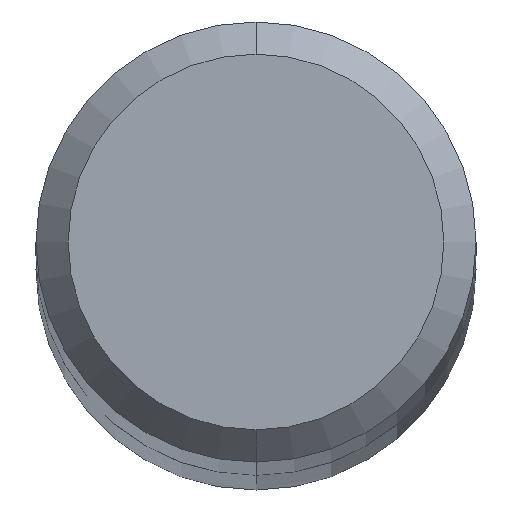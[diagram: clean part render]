
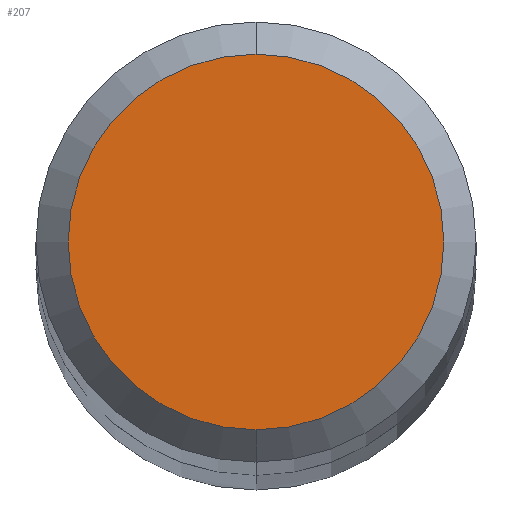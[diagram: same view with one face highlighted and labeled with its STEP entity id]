
A CAD part, top view. The second image highlights one B-rep face of the part: STEP entity #207.
In plain terms, the highlighted planar face has unit normal (0, 0, 1).
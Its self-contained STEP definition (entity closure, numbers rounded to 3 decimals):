
#169=VERTEX_POINT('',#429);
#207=ADVANCED_FACE('',(#470),#471,.T.);
#225=EDGE_CURVE('',#169,#315,#489,.T.);
#289=EDGE_CURVE('',#315,#169,#560,.T.);
#315=VERTEX_POINT('',#588);
#429=CARTESIAN_POINT('',(0.,-1.75,68.0));
#470=FACE_OUTER_BOUND('',#811,.T.);
#471=PLANE('',#812);
#489=CIRCLE('',#881,1.75);
#560=CIRCLE('',#1091,1.75);
#588=CARTESIAN_POINT('',(0.0,1.75,68.0));
#811=EDGE_LOOP('',(#1344,#1345));
#812=AXIS2_PLACEMENT_3D('',#1346,#1347,#1348);
#881=AXIS2_PLACEMENT_3D('',#1354,#1355,#1356);
#1091=AXIS2_PLACEMENT_3D('',#1441,#1442,#1443);
#1344=ORIENTED_EDGE('',*,*,#289,.F.);
#1345=ORIENTED_EDGE('',*,*,#225,.F.);
#1346=CARTESIAN_POINT('',(0.0,0.875,68.0));
#1347=DIRECTION('',(-0.0,0.0,1.0));
#1348=DIRECTION('',(0.0,-1.0,0.0));
#1354=CARTESIAN_POINT('',(0.0,0.0,68.0));
#1355=DIRECTION('',(0.0,0.0,-1.0));
#1356=DIRECTION('',(0.0,1.0,0.0));
#1441=CARTESIAN_POINT('',(0.0,0.0,68.0));
#1442=DIRECTION('',(0.0,0.0,-1.0));
#1443=DIRECTION('',(0.0,1.0,0.0));
